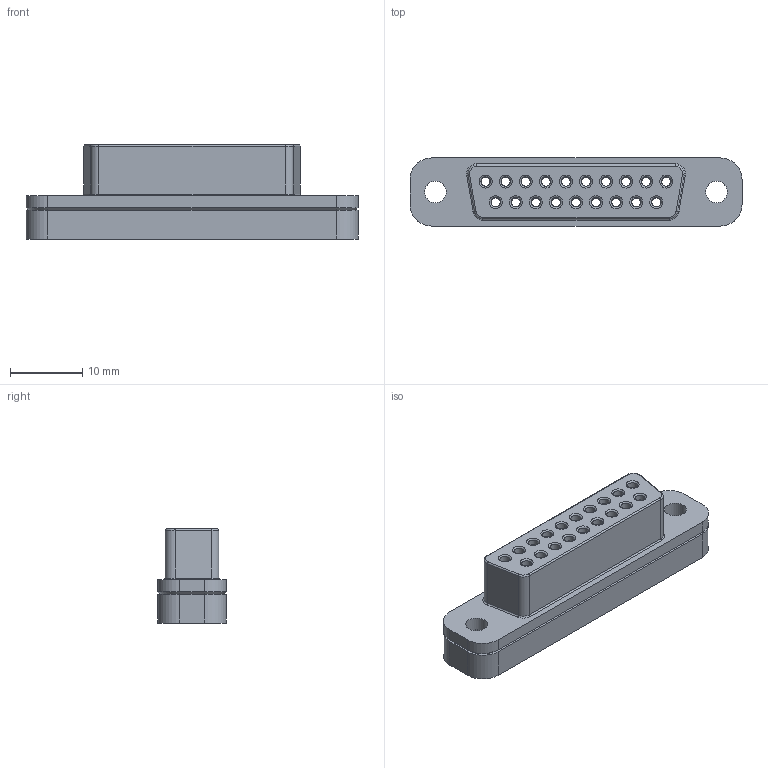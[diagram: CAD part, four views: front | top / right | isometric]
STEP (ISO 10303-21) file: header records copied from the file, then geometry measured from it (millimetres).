
FILE_DESCRIPTION(/* description */ (''),/* implementation_level */ '2;1');
FILE_NAME(/* name */ 'D-Sub19 v9.step',/* time_stamp */ '2022-03-04T10:39:58+08:00',/* author */ (''),/* organization */ (''),/* preprocessor_version */ 'ST-DEVELOPER v18.1',/* originating_system */ 'Autodesk Translation Framework v10.13.0.1454',/* authorisation */ '');
FILE_SCHEMA (('AUTOMOTIVE_DESIGN { 1 0 10303 214 3 1 1 }'));
Length unit declared in the file: millimetre
Products named in the file (1): D-Sub19
Bounding box: 45.8 x 9.4 x 13 mm (x, y, z)
Volume: 3099.7 mm3; surface area: 4269.7 mm2
Topology: 2 solids, 2 shells, 261 faces, 567 edges, 370 vertices
Faces by surface type: cylinder 119, plane 92, torus 27, cone 23
Full cylindrical faces by diameter (mm): 1.2 x19, 1.4 x19, 2 x19, 2.1 x38, 3 x4
Entity records: 7474 total; most frequent: DIRECTION 1436, CARTESIAN_POINT 1199, ORIENTED_EDGE 1134, AXIS2_PLACEMENT_3D 607, EDGE_CURVE 567, EDGE_LOOP 405, VERTEX_POINT 370, CIRCLE 345
